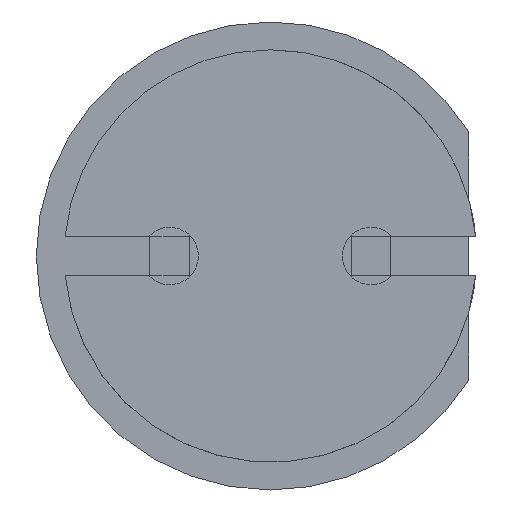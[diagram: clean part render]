
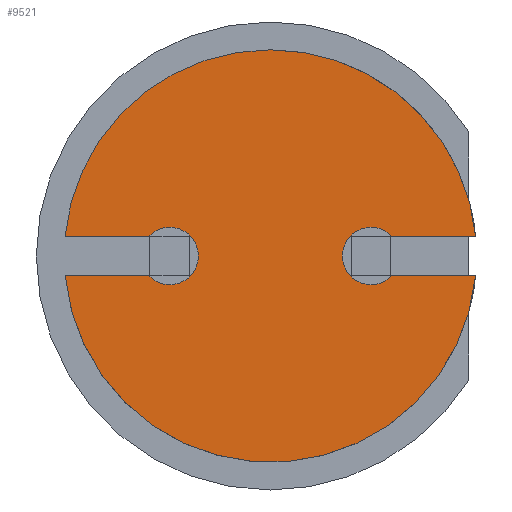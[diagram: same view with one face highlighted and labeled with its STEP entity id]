
A CAD part, front view. The second image highlights one B-rep face of the part: STEP entity #9521.
In plain terms, the highlighted planar face has unit normal (0, -1, 0).
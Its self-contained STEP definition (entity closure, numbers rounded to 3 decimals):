
#6186 = VERTEX_POINT ( 'NONE', #13070 ) ;
#6189 = EDGE_CURVE ( 'NONE', #6197, #6186, #13068, .T. ) ;
#6197 = VERTEX_POINT ( 'NONE', #13060 ) ;
#6223 = EDGE_CURVE ( 'NONE', #6224, #6225, #13121, .T. ) ;
#6224 = VERTEX_POINT ( 'NONE', #13180 ) ;
#6225 = VERTEX_POINT ( 'NONE', #13179 ) ;
#6340 = CARTESIAN_POINT ( 'NONE',  ( -1.27, -6.08, 0.362 ) ) ;
#8420 = VERTEX_POINT ( 'NONE', #13611 ) ;
#8947 = EDGE_CURVE ( 'NONE', #9473, #9422, #13671, .T. ) ;
#8990 = EDGE_CURVE ( 'NONE', #9271, #6197, #13691, .T. ) ;
#9238 = VERTEX_POINT ( 'NONE', #14311 ) ;
#9269 = EDGE_CURVE ( 'NONE', #17387, #17317, #14401, .T. ) ;
#9271 = VERTEX_POINT ( 'NONE', #14392 ) ;
#9277 = VERTEX_POINT ( 'NONE', #14430 ) ;
#9288 = EDGE_CURVE ( 'NONE', #9271, #9277, #14464, .T. ) ;
#9417 = EDGE_CURVE ( 'NONE', #6225, #17387, #14700, .T. ) ;
#9422 = VERTEX_POINT ( 'NONE', #14690 ) ;
#9437 = EDGE_CURVE ( 'NONE', #6224, #9238, #14807, .T. ) ;
#9473 = VERTEX_POINT ( 'NONE', #14795 ) ;
#9510 = EDGE_LOOP ( 'NONE', ( #9523, #9525, #9524, #9530, #9527, #9529, #9528, #9534, #17125, #17126, #17152, #17145, #17143 ) ) ;
#9518 = EDGE_CURVE ( 'NONE', #9238, #9277, #14893, .T. ) ;
#9521 = ADVANCED_FACE ( 'NONE', ( #14954 ), #14983, .T. ) ;
#9523 = ORIENTED_EDGE ( 'NONE', *, *, #9288, .F. ) ;
#9524 = ORIENTED_EDGE ( 'NONE', *, *, #6189, .T. ) ;
#9525 = ORIENTED_EDGE ( 'NONE', *, *, #8990, .T. ) ;
#9527 = ORIENTED_EDGE ( 'NONE', *, *, #8947, .T. ) ;
#9528 = ORIENTED_EDGE ( 'NONE', *, *, #17265, .T. ) ;
#9529 = ORIENTED_EDGE ( 'NONE', *, *, #17365, .T. ) ;
#9530 = ORIENTED_EDGE ( 'NONE', *, *, #9532, .T. ) ;
#9532 = EDGE_CURVE ( 'NONE', #6186, #9473, #14976, .T. ) ;
#9534 = ORIENTED_EDGE ( 'NONE', *, *, #17241, .F. ) ;
#13060 = CARTESIAN_POINT ( 'NONE',  ( 1.27, -6.08, -0.362 ) ) ;
#13064 = DIRECTION ( 'NONE',  ( 0., 0., -1. ) ) ;
#13065 = DIRECTION ( 'NONE',  ( 0., 1., 0. ) ) ;
#13066 = CARTESIAN_POINT ( 'NONE',  ( 1.27, -6.08, 0. ) ) ;
#13067 = AXIS2_PLACEMENT_3D ( 'NONE', #13066, #13065, #13064 ) ;
#13068 = CIRCLE ( 'NONE', #13067, 0.362 ) ;
#13070 = CARTESIAN_POINT ( 'NONE',  ( 1.27, -6.08, 0.362 ) ) ;
#13119 = DIRECTION ( 'NONE',  ( 0., -1., 0. ) ) ;
#13120 = AXIS2_PLACEMENT_3D ( 'NONE', #13126, #13119, #13181 ) ;
#13121 = CIRCLE ( 'NONE', #13120, 0.362 ) ;
#13126 = CARTESIAN_POINT ( 'NONE',  ( -1.27, -6.08, 0. ) ) ;
#13179 = CARTESIAN_POINT ( 'NONE',  ( -1.27, -6.08, -0.362 ) ) ;
#13180 = CARTESIAN_POINT ( 'NONE',  ( -1.533, -6.08, -0.25 ) ) ;
#13181 = DIRECTION ( 'NONE',  ( 0., 0., -1. ) ) ;
#13611 = CARTESIAN_POINT ( 'NONE',  ( -2.588, -6.08, 0.25 ) ) ;
#13668 = DIRECTION ( 'NONE',  ( 1., 0., 0. ) ) ;
#13669 = VECTOR ( 'NONE', #13668, 1000. ) ;
#13670 = CARTESIAN_POINT ( 'NONE',  ( -0.225, -6.08, 0.25 ) ) ;
#13671 = LINE ( 'NONE', #13670, #13669 ) ;
#13688 = DIRECTION ( 'NONE',  ( 0., 0., -1. ) ) ;
#13689 = DIRECTION ( 'NONE',  ( 0., 1., 0. ) ) ;
#13690 = AXIS2_PLACEMENT_3D ( 'NONE', #13697, #13689, #13688 ) ;
#13691 = CIRCLE ( 'NONE', #13690, 0.362 ) ;
#13697 = CARTESIAN_POINT ( 'NONE',  ( 1.27, -6.08, 0. ) ) ;
#14311 = CARTESIAN_POINT ( 'NONE',  ( -2.588, -6.08, -0.25 ) ) ;
#14392 = CARTESIAN_POINT ( 'NONE',  ( 1.532, -6.08, -0.25 ) ) ;
#14397 = DIRECTION ( 'NONE',  ( 0., 0., -1. ) ) ;
#14398 = DIRECTION ( 'NONE',  ( 0., -1., 0. ) ) ;
#14399 = CARTESIAN_POINT ( 'NONE',  ( -1.27, -6.08, 0. ) ) ;
#14400 = AXIS2_PLACEMENT_3D ( 'NONE', #14399, #14398, #14397 ) ;
#14401 = CIRCLE ( 'NONE', #14400, 0.362 ) ;
#14430 = CARTESIAN_POINT ( 'NONE',  ( 2.588, -6.08, -0.25 ) ) ;
#14456 = DIRECTION ( 'NONE',  ( 1., 0., 0. ) ) ;
#14457 = VECTOR ( 'NONE', #14456, 1000. ) ;
#14458 = CARTESIAN_POINT ( 'NONE',  ( -0.225, -6.08, -0.25 ) ) ;
#14464 = LINE ( 'NONE', #14458, #14457 ) ;
#14690 = CARTESIAN_POINT ( 'NONE',  ( 2.588, -6.08, 0.25 ) ) ;
#14696 = DIRECTION ( 'NONE',  ( 0., 0., -1. ) ) ;
#14697 = DIRECTION ( 'NONE',  ( 0., -1., 0. ) ) ;
#14698 = CARTESIAN_POINT ( 'NONE',  ( -1.27, -6.08, 0. ) ) ;
#14699 = AXIS2_PLACEMENT_3D ( 'NONE', #14698, #14697, #14696 ) ;
#14700 = CIRCLE ( 'NONE', #14699, 0.362 ) ;
#14795 = CARTESIAN_POINT ( 'NONE',  ( 1.533, -6.08, 0.25 ) ) ;
#14804 = DIRECTION ( 'NONE',  ( -1., 0., 0. ) ) ;
#14805 = VECTOR ( 'NONE', #14804, 1000. ) ;
#14806 = CARTESIAN_POINT ( 'NONE',  ( -0.225, -6.08, -0.25 ) ) ;
#14807 = LINE ( 'NONE', #14806, #14805 ) ;
#14893 = CIRCLE ( 'NONE', #14911, 2.6 ) ;
#14909 = DIRECTION ( 'NONE',  ( 0., 0., -1. ) ) ;
#14910 = DIRECTION ( 'NONE',  ( 0., -1., 0. ) ) ;
#14911 = AXIS2_PLACEMENT_3D ( 'NONE', #14915, #14910, #14909 ) ;
#14915 = CARTESIAN_POINT ( 'NONE',  ( 0., -6.08, 0. ) ) ;
#14954 = FACE_OUTER_BOUND ( 'NONE', #9510, .T. ) ;
#14973 = DIRECTION ( 'NONE',  ( 0., 0., -1. ) ) ;
#14974 = DIRECTION ( 'NONE',  ( 0., 1., 0. ) ) ;
#14975 = AXIS2_PLACEMENT_3D ( 'NONE', #14982, #14974, #14973 ) ;
#14976 = CIRCLE ( 'NONE', #14975, 0.362 ) ;
#14978 = DIRECTION ( 'NONE',  ( 0., 0., -1. ) ) ;
#14979 = DIRECTION ( 'NONE',  ( 0., -1., 0. ) ) ;
#14980 = CARTESIAN_POINT ( 'NONE',  ( -0.225, -6.08, -6.389 ) ) ;
#14981 = AXIS2_PLACEMENT_3D ( 'NONE', #14980, #14979, #14978 ) ;
#14982 = CARTESIAN_POINT ( 'NONE',  ( 1.27, -6.08, 0. ) ) ;
#14983 = PLANE ( 'NONE',  #14981 ) ;
#16470 = DIRECTION ( 'NONE',  ( -1., 0., 0. ) ) ;
#16471 = VECTOR ( 'NONE', #16470, 1000. ) ;
#16472 = CARTESIAN_POINT ( 'NONE',  ( -0.225, -6.08, 0.25 ) ) ;
#16473 = LINE ( 'NONE', #16472, #16471 ) ;
#16538 = DIRECTION ( 'NONE',  ( 0., 0., -1. ) ) ;
#16539 = DIRECTION ( 'NONE',  ( 0., -1., 0. ) ) ;
#16540 = AXIS2_PLACEMENT_3D ( 'NONE', #16546, #16539, #16538 ) ;
#16541 = CIRCLE ( 'NONE', #16540, 2.6 ) ;
#16546 = CARTESIAN_POINT ( 'NONE',  ( 0., -6.08, 0. ) ) ;
#16695 = CARTESIAN_POINT ( 'NONE',  ( -1.533, -6.08, 0.25 ) ) ;
#16802 = CARTESIAN_POINT ( 'NONE',  ( 0., -6.08, 2.6 ) ) ;
#16853 = DIRECTION ( 'NONE',  ( 0., 0., -1. ) ) ;
#16854 = DIRECTION ( 'NONE',  ( 0., -1., 0. ) ) ;
#16855 = CARTESIAN_POINT ( 'NONE',  ( 0., -6.08, 0. ) ) ;
#16856 = AXIS2_PLACEMENT_3D ( 'NONE', #16855, #16854, #16853 ) ;
#16857 = CIRCLE ( 'NONE', #16856, 2.6 ) ;
#17125 = ORIENTED_EDGE ( 'NONE', *, *, #9269, .F. ) ;
#17126 = ORIENTED_EDGE ( 'NONE', *, *, #9417, .F. ) ;
#17143 = ORIENTED_EDGE ( 'NONE', *, *, #9518, .T. ) ;
#17145 = ORIENTED_EDGE ( 'NONE', *, *, #9437, .T. ) ;
#17152 = ORIENTED_EDGE ( 'NONE', *, *, #6223, .F. ) ;
#17241 = EDGE_CURVE ( 'NONE', #17317, #8420, #16473, .T. ) ;
#17265 = EDGE_CURVE ( 'NONE', #17349, #8420, #16541, .T. ) ;
#17317 = VERTEX_POINT ( 'NONE', #16695 ) ;
#17349 = VERTEX_POINT ( 'NONE', #16802 ) ;
#17365 = EDGE_CURVE ( 'NONE', #9422, #17349, #16857, .T. ) ;
#17387 = VERTEX_POINT ( 'NONE', #6340 ) ;
